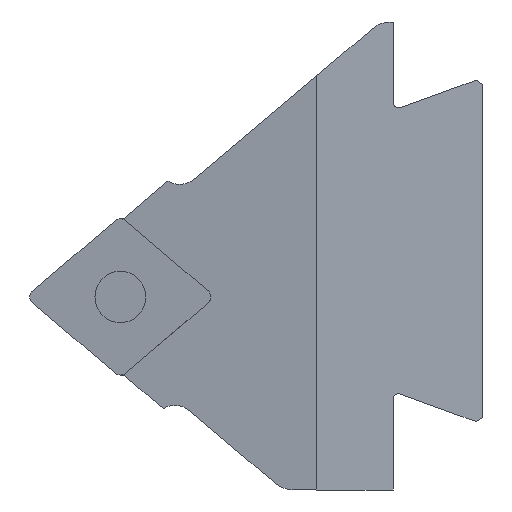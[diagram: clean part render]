
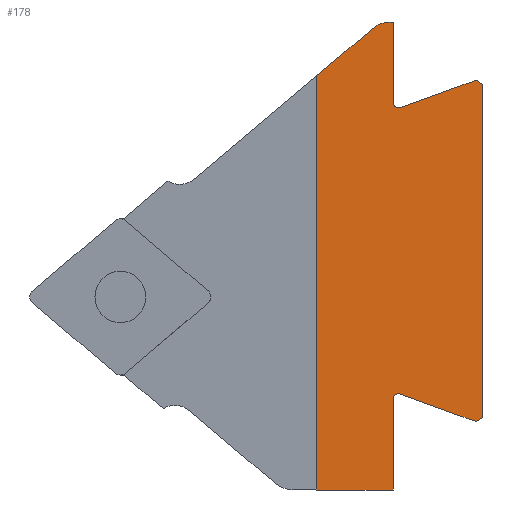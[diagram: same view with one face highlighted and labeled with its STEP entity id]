
A CAD part, top view. The second image highlights one B-rep face of the part: STEP entity #178.
In plain terms, the highlighted planar face has unit normal (0, 0, 1).
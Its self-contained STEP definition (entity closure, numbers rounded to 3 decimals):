
#52=ELLIPSE('',#948,0.818,0.8);
#53=ELLIPSE('',#949,0.818,0.8);
#54=ELLIPSE('',#950,4.032,4.);
#129=FACE_OUTER_BOUND('',#260,.T.);
#178=ADVANCED_FACE('',(#129),#215,.F.);
#215=PLANE('',#951);
#260=EDGE_LOOP('',(#434,#435,#436,#437,#438,#439,#440,#441,#442,#443,#444,
#445,#446,#447));
#434=ORIENTED_EDGE('',*,*,#711,.T.);
#435=ORIENTED_EDGE('',*,*,#664,.F.);
#436=ORIENTED_EDGE('',*,*,#718,.T.);
#437=ORIENTED_EDGE('',*,*,#719,.F.);
#438=ORIENTED_EDGE('',*,*,#720,.T.);
#439=ORIENTED_EDGE('',*,*,#721,.F.);
#440=ORIENTED_EDGE('',*,*,#722,.T.);
#441=ORIENTED_EDGE('',*,*,#723,.F.);
#442=ORIENTED_EDGE('',*,*,#724,.T.);
#443=ORIENTED_EDGE('',*,*,#725,.F.);
#444=ORIENTED_EDGE('',*,*,#726,.T.);
#445=ORIENTED_EDGE('',*,*,#727,.T.);
#446=ORIENTED_EDGE('',*,*,#728,.F.);
#447=ORIENTED_EDGE('',*,*,#715,.T.);
#575=VERTEX_POINT('',#1269);
#576=VERTEX_POINT('',#1271);
#612=VERTEX_POINT('',#1455);
#614=VERTEX_POINT('',#1462);
#616=VERTEX_POINT('',#1474);
#617=VERTEX_POINT('',#1476);
#618=VERTEX_POINT('',#1478);
#619=VERTEX_POINT('',#1480);
#620=VERTEX_POINT('',#1482);
#621=VERTEX_POINT('',#1484);
#622=VERTEX_POINT('',#1486);
#623=VERTEX_POINT('',#1488);
#624=VERTEX_POINT('',#1490);
#625=VERTEX_POINT('',#1492);
#664=EDGE_CURVE('',#575,#576,#778,.T.);
#711=EDGE_CURVE('',#612,#576,#800,.T.);
#715=EDGE_CURVE('',#614,#612,#803,.T.);
#718=EDGE_CURVE('',#575,#616,#805,.T.);
#719=EDGE_CURVE('',#617,#616,#52,.T.);
#720=EDGE_CURVE('',#617,#618,#806,.T.);
#721=EDGE_CURVE('',#619,#618,#807,.T.);
#722=EDGE_CURVE('',#619,#620,#808,.T.);
#723=EDGE_CURVE('',#621,#620,#809,.T.);
#724=EDGE_CURVE('',#621,#622,#810,.T.);
#725=EDGE_CURVE('',#623,#622,#53,.T.);
#726=EDGE_CURVE('',#623,#624,#811,.T.);
#727=EDGE_CURVE('',#624,#625,#812,.T.);
#728=EDGE_CURVE('',#614,#625,#54,.T.);
#778=LINE('',#1270,#850);
#800=LINE('',#1454,#872);
#803=LINE('',#1461,#875);
#805=LINE('',#1473,#877);
#806=LINE('',#1477,#878);
#807=LINE('',#1479,#879);
#808=LINE('',#1481,#880);
#809=LINE('',#1483,#881);
#810=LINE('',#1485,#882);
#811=LINE('',#1489,#883);
#812=LINE('',#1491,#884);
#850=VECTOR('',#1041,1.);
#872=VECTOR('',#1109,1.);
#875=VECTOR('',#1116,1.);
#877=VECTOR('',#1120,1.);
#878=VECTOR('',#1123,1.);
#879=VECTOR('',#1124,1.);
#880=VECTOR('',#1125,1.);
#881=VECTOR('',#1126,1.);
#882=VECTOR('',#1127,1.);
#883=VECTOR('',#1130,1.);
#884=VECTOR('',#1131,1.);
#948=AXIS2_PLACEMENT_3D('',#1475,#1121,#1122);
#949=AXIS2_PLACEMENT_3D('',#1487,#1128,#1129);
#950=AXIS2_PLACEMENT_3D('',#1493,#1132,#1133);
#951=AXIS2_PLACEMENT_3D('',#1494,#1134,#1135);
#1041=DIRECTION('',(-1.,0.,0.));
#1109=DIRECTION('',(0.,-1.,0.));
#1116=DIRECTION('',(-0.766,-0.643,0.));
#1120=DIRECTION('',(0.,1.,0.));
#1121=DIRECTION('',(0.,0.,1.));
#1122=DIRECTION('',(0.,-1.,0.));
#1123=DIRECTION('',(0.94,-0.34,0.));
#1124=DIRECTION('',(-0.81,-0.586,0.));
#1125=DIRECTION('',(0.,1.,0.));
#1126=DIRECTION('',(0.81,-0.586,0.));
#1127=DIRECTION('',(-0.94,-0.34,0.));
#1128=DIRECTION('',(0.,0.,1.));
#1129=DIRECTION('',(0.,1.,0.));
#1130=DIRECTION('',(0.,1.,0.));
#1131=DIRECTION('',(-1.,0.,0.));
#1132=DIRECTION('',(0.,0.,-1.));
#1133=DIRECTION('',(0.559,0.829,0.));
#1134=DIRECTION('',(0.,0.,-1.));
#1135=DIRECTION('',(0.,-1.,0.));
#1269=CARTESIAN_POINT('',(56.817,-29.832,6.064));
#1270=CARTESIAN_POINT('',(48.292,-29.832,6.064));
#1271=CARTESIAN_POINT('',(44.967,-29.832,6.064));
#1454=CARTESIAN_POINT('',(44.967,-14.651,6.064));
#1455=CARTESIAN_POINT('',(44.967,34.164,6.064));
#1461=CARTESIAN_POINT('',(39.157,29.289,6.064));
#1462=CARTESIAN_POINT('',(53.737,41.523,6.064));
#1473=CARTESIAN_POINT('',(56.817,-29.832,6.064));
#1474=CARTESIAN_POINT('',(56.817,-15.808,6.064));
#1475=CARTESIAN_POINT('',(57.617,-15.808,6.064));
#1476=CARTESIAN_POINT('',(57.884,-15.036,6.064));
#1477=CARTESIAN_POINT('',(63.692,-17.137,6.064));
#1478=CARTESIAN_POINT('',(69.624,-19.282,6.064));
#1479=CARTESIAN_POINT('',(77.241,-13.776,6.064));
#1480=CARTESIAN_POINT('',(70.567,-18.6,6.064));
#1481=CARTESIAN_POINT('',(70.567,-19.623,6.064));
#1482=CARTESIAN_POINT('',(70.567,32.799,6.064));
#1483=CARTESIAN_POINT('',(69.668,33.449,6.064));
#1484=CARTESIAN_POINT('',(69.624,33.48,6.064));
#1485=CARTESIAN_POINT('',(63.692,31.335,6.064));
#1486=CARTESIAN_POINT('',(57.884,29.235,6.064));
#1487=CARTESIAN_POINT('',(57.617,30.006,6.064));
#1488=CARTESIAN_POINT('',(56.817,30.006,6.064));
#1489=CARTESIAN_POINT('',(56.817,28.849,6.064));
#1490=CARTESIAN_POINT('',(56.817,42.468,6.064));
#1491=CARTESIAN_POINT('',(55.84,42.468,6.064));
#1492=CARTESIAN_POINT('',(56.326,42.468,6.064));
#1493=CARTESIAN_POINT('',(56.296,38.446,6.064));
#1494=CARTESIAN_POINT('',(56.817,-14.651,6.064));
